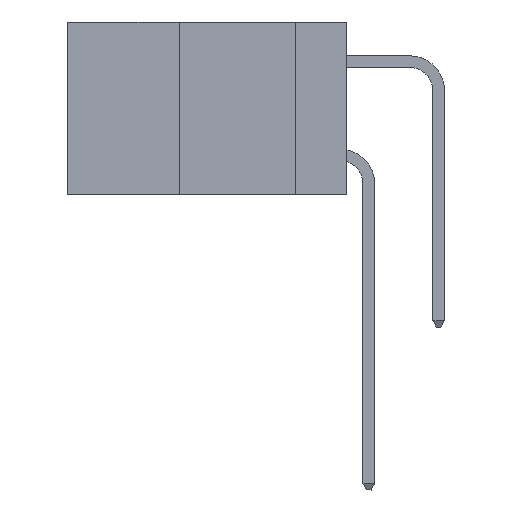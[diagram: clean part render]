
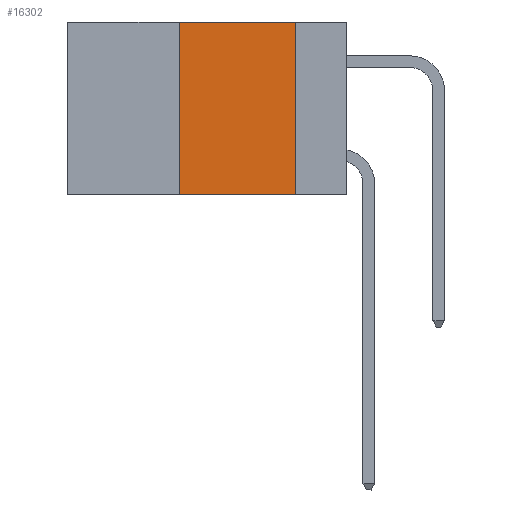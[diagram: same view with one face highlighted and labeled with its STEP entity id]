
A CAD part, left-side view. The second image highlights one B-rep face of the part: STEP entity #16302.
In plain terms, the highlighted planar face has unit normal (-1, 0, 0).
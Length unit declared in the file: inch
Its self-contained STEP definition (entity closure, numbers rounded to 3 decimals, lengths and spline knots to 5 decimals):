
#1093 = VERTEX_POINT ( 'NONE', #39134 ) ;
#1150 = ORIENTED_EDGE ( 'NONE', *, *, #21101, .T. ) ;
#2513 = CARTESIAN_POINT ( 'NONE',  ( 0., 0.36, 0. ) ) ;
#3394 = AXIS2_PLACEMENT_3D ( 'NONE', #9455, #37520, #16672 ) ;
#6150 = EDGE_CURVE ( 'NONE', #15223, #1093, #41179, .T. ) ;
#8846 = CARTESIAN_POINT ( 'NONE',  ( 0., 0.11, 0. ) ) ;
#9455 = CARTESIAN_POINT ( 'NONE',  ( 0., 0.6, 0. ) ) ;
#10185 = CARTESIAN_POINT ( 'NONE',  ( 0., 0.36, -0.37 ) ) ;
#11256 = DIRECTION ( 'NONE',  ( 0., -1., 0. ) ) ;
#13931 = VECTOR ( 'NONE', #15000, 39.37008 ) ;
#15000 = DIRECTION ( 'NONE',  ( 0., -1., 0. ) ) ;
#15223 = VERTEX_POINT ( 'NONE', #10185 ) ;
#16264 = EDGE_CURVE ( 'NONE', #24050, #24235, #17670, .T. ) ;
#16302 = ADVANCED_FACE ( 'NONE', ( #26775 ), #29930, .F. ) ;
#16672 = DIRECTION ( 'NONE',  ( 0., 0., -1. ) ) ;
#17068 = LINE ( 'NONE', #17897, #33246 ) ;
#17670 = LINE ( 'NONE', #8846, #24641 ) ;
#17897 = CARTESIAN_POINT ( 'NONE',  ( 0., 0.6, -0.37 ) ) ;
#19373 = DIRECTION ( 'NONE',  ( 0., 0., 1. ) ) ;
#21101 = EDGE_CURVE ( 'NONE', #15223, #24235, #17068, .T. ) ;
#22574 = LINE ( 'NONE', #28842, #13931 ) ;
#23471 = ORIENTED_EDGE ( 'NONE', *, *, #43279, .F. ) ;
#24050 = VERTEX_POINT ( 'NONE', #41595 ) ;
#24199 = ORIENTED_EDGE ( 'NONE', *, *, #6150, .F. ) ;
#24235 = VERTEX_POINT ( 'NONE', #32436 ) ;
#24641 = VECTOR ( 'NONE', #29626, 39.37008 ) ;
#26775 = FACE_OUTER_BOUND ( 'NONE', #31647, .T. ) ;
#28334 = VECTOR ( 'NONE', #19373, 39.37008 ) ;
#28842 = CARTESIAN_POINT ( 'NONE',  ( 0., 0.6, 0. ) ) ;
#29626 = DIRECTION ( 'NONE',  ( 0., 0., -1. ) ) ;
#29930 = PLANE ( 'NONE',  #3394 ) ;
#31647 = EDGE_LOOP ( 'NONE', ( #42392, #23471, #24199, #1150 ) ) ;
#32436 = CARTESIAN_POINT ( 'NONE',  ( 0., 0.11, -0.37 ) ) ;
#33246 = VECTOR ( 'NONE', #11256, 39.37008 ) ;
#37520 = DIRECTION ( 'NONE',  ( 1., 0., 0. ) ) ;
#39134 = CARTESIAN_POINT ( 'NONE',  ( 0., 0.36, 0. ) ) ;
#41179 = LINE ( 'NONE', #2513, #28334 ) ;
#41595 = CARTESIAN_POINT ( 'NONE',  ( 0., 0.11, 0. ) ) ;
#42392 = ORIENTED_EDGE ( 'NONE', *, *, #16264, .F. ) ;
#43279 = EDGE_CURVE ( 'NONE', #1093, #24050, #22574, .T. ) ;
